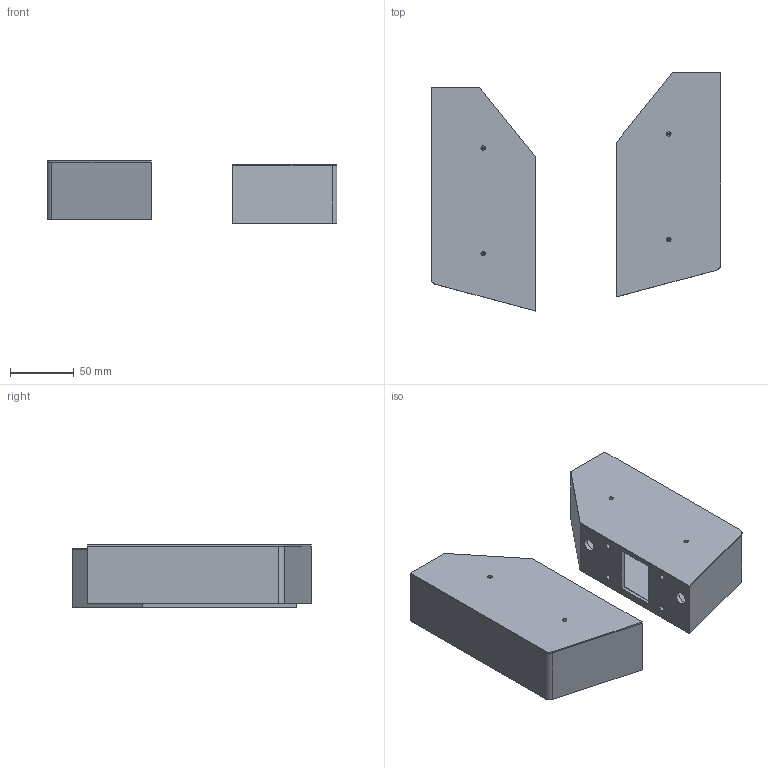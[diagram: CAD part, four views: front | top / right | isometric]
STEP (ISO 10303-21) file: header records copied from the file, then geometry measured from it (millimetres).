
FILE_DESCRIPTION(/* description */ (''),/* implementation_level */ '2;1');
FILE_NAME(/* name */ 'Back Extention v11.stp',/* time_stamp */ '2020-12-05T18:00:11+01:00',/* author */ (''),/* organization */ (''),/* preprocessor_version */ 'ST-DEVELOPER v18.1',/* originating_system */ 'Autodesk Translation Framework v9.3.0.1241',/* authorisation */ '');
FILE_SCHEMA (('AUTOMOTIVE_DESIGN { 1 0 10303 214 3 1 1 }'));
Length unit declared in the file: millimetre
Products named in the file (5): Back Extention; Back Ext - Right; Back Ext Cover - Right; Back Ext - Left; Back Ext Cover - Left
Assembly tree (4 placements, depth 2):
  Back Extention
    Back Ext - Right
    Back Ext Cover - Right
    Back Ext - Left
    Back Ext Cover - Left
Bounding box: 227.98 x 187.23 x 48.89 mm (x, y, z)
Volume: 279927.5 mm3; surface area: 181177.2 mm2
Topology: 4 solids, 4 shells, 154 faces, 384 edges, 250 vertices
Faces by surface type: plane 86, cylinder 62, torus 4, bspline 2
Full cylindrical faces by diameter (mm): 1.5 x4, 3.2 x8, 3.5 x4, 4.2 x8, 10 x8, 25 x2
Entity records: 4902 total; most frequent: CARTESIAN_POINT 853, DIRECTION 832, ORIENTED_EDGE 764, EDGE_CURVE 382, AXIS2_PLACEMENT_3D 289, LINE 254, VECTOR 254, VERTEX_POINT 250
